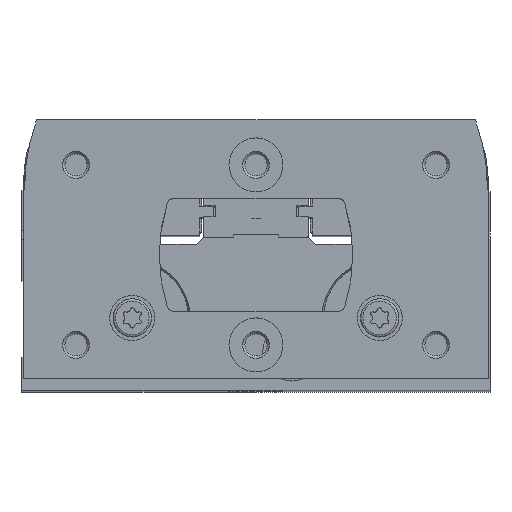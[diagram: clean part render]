
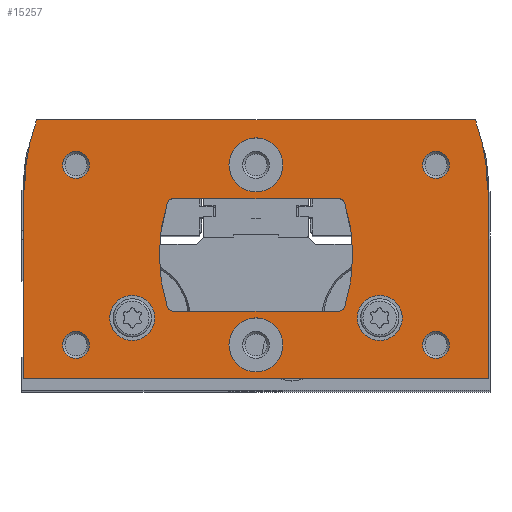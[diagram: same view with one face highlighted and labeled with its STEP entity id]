
A CAD part, top view. The second image highlights one B-rep face of the part: STEP entity #15257.
In plain terms, the highlighted planar face has unit normal (0, 0, 1).
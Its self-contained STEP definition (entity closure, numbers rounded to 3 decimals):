
#560=LINE('',#23726,#1426);
#565=LINE('',#23736,#1431);
#584=LINE('',#23785,#1450);
#590=LINE('',#23797,#1456);
#604=LINE('',#23868,#1470);
#606=LINE('',#23871,#1472);
#607=LINE('',#23929,#1473);
#608=LINE('',#23949,#1474);
#1426=VECTOR('',#19299,1000.);
#1431=VECTOR('',#19306,1000.);
#1450=VECTOR('',#19343,1000.);
#1456=VECTOR('',#19353,1000.);
#1470=VECTOR('',#19405,1000.);
#1472=VECTOR('',#19409,1000.);
#1473=VECTOR('',#19468,1000.);
#1474=VECTOR('',#19489,1000.);
#2013=PLANE('',#16486);
#3731=ORIENTED_EDGE('',*,*,#6736,.F.);
#3732=ORIENTED_EDGE('',*,*,#6737,.F.);
#3733=ORIENTED_EDGE('',*,*,#6738,.T.);
#3734=ORIENTED_EDGE('',*,*,#6739,.T.);
#3735=ORIENTED_EDGE('',*,*,#6740,.T.);
#3736=ORIENTED_EDGE('',*,*,#6741,.T.);
#3737=ORIENTED_EDGE('',*,*,#6742,.T.);
#3738=ORIENTED_EDGE('',*,*,#6743,.T.);
#3739=ORIENTED_EDGE('',*,*,#6687,.F.);
#3740=ORIENTED_EDGE('',*,*,#6704,.F.);
#3741=ORIENTED_EDGE('',*,*,#6699,.F.);
#3742=ORIENTED_EDGE('',*,*,#6696,.F.);
#3743=ORIENTED_EDGE('',*,*,#6744,.F.);
#3744=ORIENTED_EDGE('',*,*,#6745,.F.);
#3745=ORIENTED_EDGE('',*,*,#6746,.F.);
#3746=ORIENTED_EDGE('',*,*,#6690,.F.);
#3747=ORIENTED_EDGE('',*,*,#6674,.T.);
#3748=ORIENTED_EDGE('',*,*,#6668,.T.);
#3749=ORIENTED_EDGE('',*,*,#6706,.T.);
#3750=ORIENTED_EDGE('',*,*,#6638,.T.);
#3751=ORIENTED_EDGE('',*,*,#6643,.T.);
#3752=ORIENTED_EDGE('',*,*,#6647,.T.);
#3753=ORIENTED_EDGE('',*,*,#6735,.T.);
#3754=ORIENTED_EDGE('',*,*,#6680,.T.);
#6638=EDGE_CURVE('',#8293,#8292,#560,.T.);
#6643=EDGE_CURVE('',#8292,#8296,#565,.T.);
#6647=EDGE_CURVE('',#8296,#8298,#9374,.T.);
#6668=EDGE_CURVE('',#8315,#8317,#584,.T.);
#6674=EDGE_CURVE('',#8321,#8315,#590,.T.);
#6680=EDGE_CURVE('',#8326,#8321,#9380,.T.);
#6687=EDGE_CURVE('',#8330,#8331,#9383,.T.);
#6690=EDGE_CURVE('',#8331,#8332,#9384,.T.);
#6696=EDGE_CURVE('',#8336,#8337,#9387,.T.);
#6699=EDGE_CURVE('',#8337,#8339,#9388,.T.);
#6704=EDGE_CURVE('',#8339,#8330,#604,.T.);
#6706=EDGE_CURVE('',#8317,#8293,#606,.T.);
#6735=EDGE_CURVE('',#8298,#8326,#607,.T.);
#6736=EDGE_CURVE('',#8370,#8370,#9419,.T.);
#6737=EDGE_CURVE('',#8371,#8371,#9420,.T.);
#6738=EDGE_CURVE('',#8372,#8372,#9421,.T.);
#6739=EDGE_CURVE('',#8373,#8373,#9422,.T.);
#6740=EDGE_CURVE('',#8374,#8374,#9423,.T.);
#6741=EDGE_CURVE('',#8375,#8375,#9424,.T.);
#6742=EDGE_CURVE('',#8376,#8376,#9425,.T.);
#6743=EDGE_CURVE('',#8377,#8377,#9426,.T.);
#6744=EDGE_CURVE('',#8378,#8336,#9427,.T.);
#6745=EDGE_CURVE('',#8379,#8378,#608,.T.);
#6746=EDGE_CURVE('',#8332,#8379,#9428,.T.);
#8292=VERTEX_POINT('',#23725);
#8293=VERTEX_POINT('',#23727);
#8296=VERTEX_POINT('',#23735);
#8298=VERTEX_POINT('',#23742);
#8315=VERTEX_POINT('',#23779);
#8317=VERTEX_POINT('',#23784);
#8321=VERTEX_POINT('',#23795);
#8326=VERTEX_POINT('',#23810);
#8330=VERTEX_POINT('',#23825);
#8331=VERTEX_POINT('',#23827);
#8332=VERTEX_POINT('',#23835);
#8336=VERTEX_POINT('',#23848);
#8337=VERTEX_POINT('',#23850);
#8339=VERTEX_POINT('',#23860);
#8370=VERTEX_POINT('',#23932);
#8371=VERTEX_POINT('',#23934);
#8372=VERTEX_POINT('',#23936);
#8373=VERTEX_POINT('',#23938);
#8374=VERTEX_POINT('',#23940);
#8375=VERTEX_POINT('',#23942);
#8376=VERTEX_POINT('',#23944);
#8377=VERTEX_POINT('',#23946);
#8378=VERTEX_POINT('',#23948);
#8379=VERTEX_POINT('',#23950);
#9374=CIRCLE('',#16428,46.);
#9380=CIRCLE('',#16440,46.);
#9383=CIRCLE('',#16444,1.5);
#9384=CIRCLE('',#16446,38.);
#9387=CIRCLE('',#16450,38.);
#9388=CIRCLE('',#16452,1.5);
#9419=CIRCLE('',#16487,5.);
#9420=CIRCLE('',#16488,5.);
#9421=CIRCLE('',#16489,6.);
#9422=CIRCLE('',#16490,6.);
#9423=CIRCLE('',#16491,3.);
#9424=CIRCLE('',#16492,3.);
#9425=CIRCLE('',#16493,3.);
#9426=CIRCLE('',#16494,3.);
#9427=CIRCLE('',#16495,1.5);
#9428=CIRCLE('',#16496,1.5);
#10466=EDGE_LOOP('',(#3731));
#10467=EDGE_LOOP('',(#3732));
#10468=EDGE_LOOP('',(#3733));
#10469=EDGE_LOOP('',(#3734));
#10470=EDGE_LOOP('',(#3735));
#10471=EDGE_LOOP('',(#3736));
#10472=EDGE_LOOP('',(#3737));
#10473=EDGE_LOOP('',(#3738));
#10474=EDGE_LOOP('',(#3739,#3740,#3741,#3742,#3743,#3744,#3745,#3746));
#10475=EDGE_LOOP('',(#3747,#3748,#3749,#3750,#3751,#3752,#3753,#3754));
#11618=FACE_BOUND('',#10466,.T.);
#11619=FACE_BOUND('',#10467,.T.);
#11620=FACE_BOUND('',#10468,.T.);
#11621=FACE_BOUND('',#10469,.T.);
#11622=FACE_BOUND('',#10470,.T.);
#11623=FACE_BOUND('',#10471,.T.);
#11624=FACE_BOUND('',#10472,.T.);
#11625=FACE_BOUND('',#10473,.T.);
#11626=FACE_BOUND('',#10474,.T.);
#11627=FACE_BOUND('',#10475,.T.);
#15257=ADVANCED_FACE('',(#11618,#11619,#11620,#11621,#11622,#11623,#11624,
#11625,#11626,#11627),#2013,.T.);
#16428=AXIS2_PLACEMENT_3D('',#23743,#19313,#19314);
#16440=AXIS2_PLACEMENT_3D('',#23809,#19364,#19365);
#16444=AXIS2_PLACEMENT_3D('',#23826,#19375,#19376);
#16446=AXIS2_PLACEMENT_3D('',#23834,#19380,#19381);
#16450=AXIS2_PLACEMENT_3D('',#23849,#19390,#19391);
#16452=AXIS2_PLACEMENT_3D('',#23859,#19395,#19396);
#16486=AXIS2_PLACEMENT_3D('',#23930,#19469,#19470);
#16487=AXIS2_PLACEMENT_3D('',#23931,#19471,#19472);
#16488=AXIS2_PLACEMENT_3D('',#23933,#19473,#19474);
#16489=AXIS2_PLACEMENT_3D('',#23935,#19475,#19476);
#16490=AXIS2_PLACEMENT_3D('',#23937,#19477,#19478);
#16491=AXIS2_PLACEMENT_3D('',#23939,#19479,#19480);
#16492=AXIS2_PLACEMENT_3D('',#23941,#19481,#19482);
#16493=AXIS2_PLACEMENT_3D('',#23943,#19483,#19484);
#16494=AXIS2_PLACEMENT_3D('',#23945,#19485,#19486);
#16495=AXIS2_PLACEMENT_3D('',#23947,#19487,#19488);
#16496=AXIS2_PLACEMENT_3D('',#23951,#19490,#19491);
#19299=DIRECTION('',(0.,1.,0.));
#19306=DIRECTION('',(-0.866,0.5,0.));
#19313=DIRECTION('',(0.,0.,1.));
#19314=DIRECTION('',(1.,0.,0.));
#19343=DIRECTION('',(0.,-1.,0.));
#19353=DIRECTION('',(-0.866,-0.5,0.));
#19364=DIRECTION('',(0.,0.,1.));
#19365=DIRECTION('',(1.,0.,0.));
#19375=DIRECTION('',(0.,0.,1.));
#19376=DIRECTION('',(1.,0.,0.));
#19380=DIRECTION('',(0.,0.,1.));
#19381=DIRECTION('',(1.,0.,0.));
#19390=DIRECTION('',(0.,0.,1.));
#19391=DIRECTION('',(1.,0.,0.));
#19395=DIRECTION('',(0.,0.,1.));
#19396=DIRECTION('',(1.,0.,0.));
#19405=DIRECTION('',(-1.,0.,0.));
#19409=DIRECTION('',(1.,0.,0.));
#19468=DIRECTION('',(-1.,0.,0.));
#19469=DIRECTION('',(0.,0.,1.));
#19470=DIRECTION('',(1.,0.,0.));
#19471=DIRECTION('',(0.,0.,1.));
#19472=DIRECTION('',(1.,0.,0.));
#19473=DIRECTION('',(0.,0.,1.));
#19474=DIRECTION('',(1.,0.,0.));
#19475=DIRECTION('',(0.,0.,-1.));
#19476=DIRECTION('',(-1.,0.,0.));
#19477=DIRECTION('',(0.,0.,-1.));
#19478=DIRECTION('',(-1.,0.,0.));
#19479=DIRECTION('',(0.,0.,-1.));
#19480=DIRECTION('',(-1.,0.,0.));
#19481=DIRECTION('',(0.,0.,-1.));
#19482=DIRECTION('',(-1.,0.,0.));
#19483=DIRECTION('',(0.,0.,-1.));
#19484=DIRECTION('',(-1.,0.,0.));
#19485=DIRECTION('',(0.,0.,-1.));
#19486=DIRECTION('',(-1.,0.,0.));
#19487=DIRECTION('',(0.,0.,1.));
#19488=DIRECTION('',(1.,0.,0.));
#19489=DIRECTION('',(1.,0.,0.));
#19490=DIRECTION('',(0.,0.,1.));
#19491=DIRECTION('',(1.,0.,0.));
#23725=CARTESIAN_POINT('',(51.75,41.827,0.));
#23726=CARTESIAN_POINT('',(51.75,0.,0.));
#23727=CARTESIAN_POINT('',(51.75,0.,0.));
#23735=CARTESIAN_POINT('',(51.45,42.,0.));
#23736=CARTESIAN_POINT('',(51.75,41.827,0.));
#23742=CARTESIAN_POINT('',(48.76,57.5,0.));
#23743=CARTESIAN_POINT('',(5.45,42.,0.));
#23779=CARTESIAN_POINT('',(-51.75,41.827,0.));
#23784=CARTESIAN_POINT('',(-51.75,0.,0.));
#23785=CARTESIAN_POINT('',(-51.75,41.827,0.));
#23795=CARTESIAN_POINT('',(-51.45,42.,0.));
#23797=CARTESIAN_POINT('',(-51.45,42.,0.));
#23809=CARTESIAN_POINT('',(-5.45,42.,0.));
#23810=CARTESIAN_POINT('',(-48.76,57.5,0.));
#23825=CARTESIAN_POINT('',(-18.303,40.,0.));
#23826=CARTESIAN_POINT('',(-18.303,38.5,0.));
#23827=CARTESIAN_POINT('',(-19.733,38.952,0.));
#23834=CARTESIAN_POINT('',(16.5,27.5,0.));
#23835=CARTESIAN_POINT('',(-19.733,16.048,0.));
#23848=CARTESIAN_POINT('',(19.733,16.048,0.));
#23849=CARTESIAN_POINT('',(-16.5,27.5,0.));
#23850=CARTESIAN_POINT('',(19.733,38.952,0.));
#23859=CARTESIAN_POINT('',(18.303,38.5,0.));
#23860=CARTESIAN_POINT('',(18.303,40.,0.));
#23868=CARTESIAN_POINT('',(18.303,40.,0.));
#23871=CARTESIAN_POINT('',(-51.75,0.,0.));
#23929=CARTESIAN_POINT('',(48.76,57.5,0.));
#23930=CARTESIAN_POINT('',(5.45,42.,0.));
#23931=CARTESIAN_POINT('',(-27.5,13.5,0.));
#23932=CARTESIAN_POINT('',(-22.5,13.5,0.));
#23933=CARTESIAN_POINT('',(27.5,13.5,0.));
#23934=CARTESIAN_POINT('',(32.5,13.5,0.));
#23935=CARTESIAN_POINT('',(0.,7.5,0.));
#23936=CARTESIAN_POINT('',(-6.,7.5,0.));
#23937=CARTESIAN_POINT('',(0.,47.5,0.));
#23938=CARTESIAN_POINT('',(-6.,47.5,0.));
#23939=CARTESIAN_POINT('',(40.,7.5,0.));
#23940=CARTESIAN_POINT('',(37.,7.5,0.));
#23941=CARTESIAN_POINT('',(-40.,7.5,0.));
#23942=CARTESIAN_POINT('',(-43.,7.5,0.));
#23943=CARTESIAN_POINT('',(-40.,47.5,0.));
#23944=CARTESIAN_POINT('',(-43.,47.5,0.));
#23945=CARTESIAN_POINT('',(40.,47.5,0.));
#23946=CARTESIAN_POINT('',(37.,47.5,0.));
#23947=CARTESIAN_POINT('',(18.303,16.5,0.));
#23948=CARTESIAN_POINT('',(18.303,15.,0.));
#23949=CARTESIAN_POINT('',(-18.303,15.,0.));
#23950=CARTESIAN_POINT('',(-18.303,15.,0.));
#23951=CARTESIAN_POINT('',(-18.303,16.5,0.));
